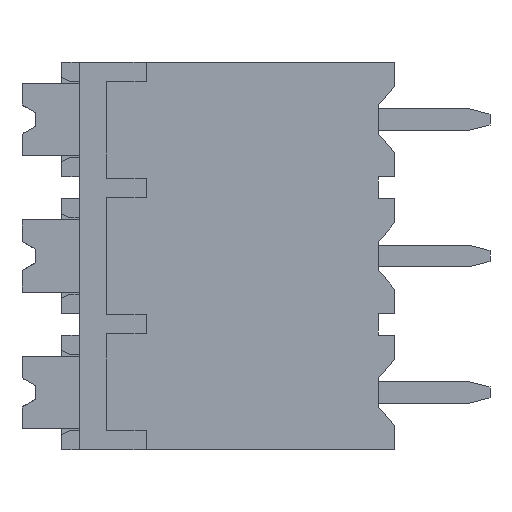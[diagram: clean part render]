
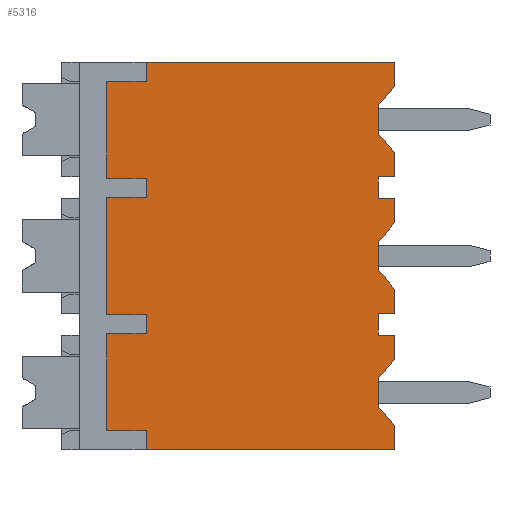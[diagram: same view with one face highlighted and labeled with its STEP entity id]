
A CAD part, left-side view. The second image highlights one B-rep face of the part: STEP entity #5316.
In plain terms, the highlighted planar face has unit normal (-1, 0, 0).
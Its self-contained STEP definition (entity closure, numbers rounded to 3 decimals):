
#50=DIRECTION('',(0.,-1.,0.));
#51=VECTOR('',#50,9.1);
#52=CARTESIAN_POINT('',(0.,9.1,-12.1));
#53=LINE('',#52,#51);
#578=DIRECTION('',(0.,0.,1.));
#579=VECTOR('',#578,0.885);
#580=CARTESIAN_POINT('',(0.,0.,1.215));
#581=LINE('',#580,#579);
#594=DIRECTION('',(0.,0.,1.));
#595=VECTOR('',#594,0.885);
#596=CARTESIAN_POINT('',(0.,0.,-12.1));
#597=LINE('',#596,#595);
#602=DIRECTION('',(0.,0.,1.));
#603=VECTOR('',#602,0.885);
#604=CARTESIAN_POINT('',(0.,0.,-2.1));
#605=LINE('',#604,#603);
#626=DIRECTION('',(0.,0.,1.));
#627=VECTOR('',#626,0.885);
#628=CARTESIAN_POINT('',(0.,0.,-3.785));
#629=LINE('',#628,#627);
#634=DIRECTION('',(0.,0.,1.));
#635=VECTOR('',#634,0.885);
#636=CARTESIAN_POINT('',(0.,0.,-7.1));
#637=LINE('',#636,#635);
#658=DIRECTION('',(0.,0.,1.));
#659=VECTOR('',#658,0.885);
#660=CARTESIAN_POINT('',(0.,0.,-8.785));
#661=LINE('',#660,#659);
#666=DIRECTION('',(0.,1.,0.));
#667=VECTOR('',#666,0.6);
#668=CARTESIAN_POINT('',(0.,0.,-7.1));
#669=LINE('',#668,#667);
#670=DIRECTION('',(0.,0.,1.));
#671=VECTOR('',#670,0.8);
#672=CARTESIAN_POINT('',(0.,0.6,-7.9));
#673=LINE('',#672,#671);
#674=DIRECTION('',(0.,1.,0.));
#675=VECTOR('',#674,0.6);
#676=CARTESIAN_POINT('',(0.,0.,-7.9));
#677=LINE('',#676,#675);
#678=DIRECTION('',(0.,-0.643,0.766));
#679=VECTOR('',#678,0.933);
#680=CARTESIAN_POINT('',(0.,0.6,-9.5));
#681=LINE('',#680,#679);
#682=DIRECTION('',(0.,0.,1.));
#683=VECTOR('',#682,1.);
#684=CARTESIAN_POINT('',(0.,0.6,-10.5));
#685=LINE('',#684,#683);
#686=DIRECTION('',(0.,0.643,0.766));
#687=VECTOR('',#686,0.933);
#688=CARTESIAN_POINT('',(0.,0.,-11.215));
#689=LINE('',#688,#687);
#690=DIRECTION('',(0.,0.,1.));
#691=VECTOR('',#690,0.7);
#692=CARTESIAN_POINT('',(0.,9.1,-12.1));
#693=LINE('',#692,#691);
#694=DIRECTION('',(0.,-1.,0.));
#695=VECTOR('',#694,1.45);
#696=CARTESIAN_POINT('',(0.,10.55,-11.4));
#697=LINE('',#696,#695);
#698=DIRECTION('',(0.,0.,1.));
#699=VECTOR('',#698,3.55);
#700=CARTESIAN_POINT('',(0.,10.55,-11.4));
#701=LINE('',#700,#699);
#702=DIRECTION('',(0.,1.,0.));
#703=VECTOR('',#702,1.45);
#704=CARTESIAN_POINT('',(0.,9.1,-7.85));
#705=LINE('',#704,#703);
#706=DIRECTION('',(0.,0.,1.));
#707=VECTOR('',#706,0.7);
#708=CARTESIAN_POINT('',(0.,9.1,-7.85));
#709=LINE('',#708,#707);
#710=DIRECTION('',(0.,-1.,0.));
#711=VECTOR('',#710,1.45);
#712=CARTESIAN_POINT('',(0.,10.55,-7.15));
#713=LINE('',#712,#711);
#714=DIRECTION('',(0.,0.,1.));
#715=VECTOR('',#714,4.3);
#716=CARTESIAN_POINT('',(0.,10.55,-7.15));
#717=LINE('',#716,#715);
#718=DIRECTION('',(0.,1.,0.));
#719=VECTOR('',#718,1.45);
#720=CARTESIAN_POINT('',(0.,9.1,-2.85));
#721=LINE('',#720,#719);
#722=DIRECTION('',(0.,0.,1.));
#723=VECTOR('',#722,0.7);
#724=CARTESIAN_POINT('',(0.,9.1,-2.85));
#725=LINE('',#724,#723);
#726=DIRECTION('',(0.,-1.,0.));
#727=VECTOR('',#726,1.45);
#728=CARTESIAN_POINT('',(0.,10.55,-2.15));
#729=LINE('',#728,#727);
#730=DIRECTION('',(0.,0.,1.));
#731=VECTOR('',#730,3.55);
#732=CARTESIAN_POINT('',(0.,10.55,-2.15));
#733=LINE('',#732,#731);
#734=DIRECTION('',(0.,1.,0.));
#735=VECTOR('',#734,1.45);
#736=CARTESIAN_POINT('',(0.,9.1,1.4));
#737=LINE('',#736,#735);
#738=DIRECTION('',(0.,0.,1.));
#739=VECTOR('',#738,0.7);
#740=CARTESIAN_POINT('',(0.,9.1,1.4));
#741=LINE('',#740,#739);
#742=DIRECTION('',(0.,-0.643,0.766));
#743=VECTOR('',#742,0.933);
#744=CARTESIAN_POINT('',(0.,0.6,0.5));
#745=LINE('',#744,#743);
#746=DIRECTION('',(0.,0.,1.));
#747=VECTOR('',#746,1.);
#748=CARTESIAN_POINT('',(0.,0.6,-0.5));
#749=LINE('',#748,#747);
#750=DIRECTION('',(0.,0.643,0.766));
#751=VECTOR('',#750,0.933);
#752=CARTESIAN_POINT('',(0.,0.,-1.215));
#753=LINE('',#752,#751);
#754=DIRECTION('',(0.,1.,0.));
#755=VECTOR('',#754,0.6);
#756=CARTESIAN_POINT('',(0.,0.,-2.1));
#757=LINE('',#756,#755);
#758=DIRECTION('',(0.,0.,1.));
#759=VECTOR('',#758,0.8);
#760=CARTESIAN_POINT('',(0.,0.6,-2.9));
#761=LINE('',#760,#759);
#762=DIRECTION('',(0.,1.,0.));
#763=VECTOR('',#762,0.6);
#764=CARTESIAN_POINT('',(0.,0.,-2.9));
#765=LINE('',#764,#763);
#766=DIRECTION('',(0.,-0.643,0.766));
#767=VECTOR('',#766,0.933);
#768=CARTESIAN_POINT('',(0.,0.6,-4.5));
#769=LINE('',#768,#767);
#770=DIRECTION('',(0.,0.,1.));
#771=VECTOR('',#770,1.);
#772=CARTESIAN_POINT('',(0.,0.6,-5.5));
#773=LINE('',#772,#771);
#774=DIRECTION('',(0.,0.643,0.766));
#775=VECTOR('',#774,0.933);
#776=CARTESIAN_POINT('',(0.,0.,-6.215));
#777=LINE('',#776,#775);
#1980=DIRECTION('',(0.,-1.,0.));
#1981=VECTOR('',#1980,9.1);
#1982=CARTESIAN_POINT('',(0.,9.1,2.1));
#1983=LINE('',#1982,#1981);
#3435=CARTESIAN_POINT('',(0.,9.1,-12.1));
#3436=VERTEX_POINT('',#3435);
#3437=CARTESIAN_POINT('',(0.,0.,-12.1));
#3438=VERTEX_POINT('',#3437);
#3463=CARTESIAN_POINT('',(0.,9.1,2.1));
#3464=VERTEX_POINT('',#3463);
#3465=CARTESIAN_POINT('',(0.,0.,2.1));
#3466=VERTEX_POINT('',#3465);
#3885=CARTESIAN_POINT('',(0.,9.1,1.4));
#3886=VERTEX_POINT('',#3885);
#3887=CARTESIAN_POINT('',(0.,10.55,1.4));
#3888=VERTEX_POINT('',#3887);
#3893=CARTESIAN_POINT('',(0.,9.1,-11.4));
#3894=VERTEX_POINT('',#3893);
#3895=CARTESIAN_POINT('',(0.,10.55,-11.4));
#3896=VERTEX_POINT('',#3895);
#4017=CARTESIAN_POINT('',(0.,0.,-1.215));
#4018=CARTESIAN_POINT('',(0.,0.6,-0.5));
#4019=VERTEX_POINT('',#4017);
#4020=VERTEX_POINT('',#4018);
#4021=CARTESIAN_POINT('',(0.,0.6,0.5));
#4022=VERTEX_POINT('',#4021);
#4023=CARTESIAN_POINT('',(0.,0.,1.215));
#4024=VERTEX_POINT('',#4023);
#4033=CARTESIAN_POINT('',(0.,0.,-6.215));
#4034=CARTESIAN_POINT('',(0.,0.6,-5.5));
#4035=VERTEX_POINT('',#4033);
#4036=VERTEX_POINT('',#4034);
#4037=CARTESIAN_POINT('',(0.,0.6,-4.5));
#4038=VERTEX_POINT('',#4037);
#4039=CARTESIAN_POINT('',(0.,0.,-3.785));
#4040=VERTEX_POINT('',#4039);
#4049=CARTESIAN_POINT('',(0.,0.,-11.215));
#4050=CARTESIAN_POINT('',(0.,0.6,-10.5));
#4051=VERTEX_POINT('',#4049);
#4052=VERTEX_POINT('',#4050);
#4053=CARTESIAN_POINT('',(0.,0.6,-9.5));
#4054=VERTEX_POINT('',#4053);
#4055=CARTESIAN_POINT('',(0.,0.,-8.785));
#4056=VERTEX_POINT('',#4055);
#4073=CARTESIAN_POINT('',(0.,9.1,-2.15));
#4074=VERTEX_POINT('',#4073);
#4075=CARTESIAN_POINT('',(0.,9.1,-2.85));
#4076=VERTEX_POINT('',#4075);
#4077=CARTESIAN_POINT('',(0.,10.55,-2.15));
#4078=VERTEX_POINT('',#4077);
#4079=CARTESIAN_POINT('',(0.,10.55,-2.85));
#4080=VERTEX_POINT('',#4079);
#4089=CARTESIAN_POINT('',(0.,9.1,-7.15));
#4090=VERTEX_POINT('',#4089);
#4091=CARTESIAN_POINT('',(0.,9.1,-7.85));
#4092=VERTEX_POINT('',#4091);
#4093=CARTESIAN_POINT('',(0.,10.55,-7.15));
#4094=VERTEX_POINT('',#4093);
#4095=CARTESIAN_POINT('',(0.,10.55,-7.85));
#4096=VERTEX_POINT('',#4095);
#4153=CARTESIAN_POINT('',(0.,0.,-2.1));
#4154=CARTESIAN_POINT('',(0.,0.6,-2.1));
#4155=VERTEX_POINT('',#4153);
#4156=VERTEX_POINT('',#4154);
#4157=CARTESIAN_POINT('',(0.,0.,-2.9));
#4158=CARTESIAN_POINT('',(0.,0.6,-2.9));
#4159=VERTEX_POINT('',#4157);
#4160=VERTEX_POINT('',#4158);
#4169=CARTESIAN_POINT('',(0.,0.,-7.1));
#4170=CARTESIAN_POINT('',(0.,0.6,-7.1));
#4171=VERTEX_POINT('',#4169);
#4172=VERTEX_POINT('',#4170);
#4173=CARTESIAN_POINT('',(0.,0.,-7.9));
#4174=CARTESIAN_POINT('',(0.,0.6,-7.9));
#4175=VERTEX_POINT('',#4173);
#4176=VERTEX_POINT('',#4174);
#5245=CARTESIAN_POINT('',(0.,9.1,-12.1));
#5246=DIRECTION('',(-1.,0.,0.));
#5247=DIRECTION('',(0.,-1.,0.));
#5248=AXIS2_PLACEMENT_3D('',#5245,#5246,#5247);
#5249=PLANE('',#5248);
#5251=ORIENTED_EDGE('',*,*,#5250,.T.);
#5253=ORIENTED_EDGE('',*,*,#5252,.F.);
#5255=ORIENTED_EDGE('',*,*,#5254,.F.);
#5256=ORIENTED_EDGE('',*,*,#5226,.F.);
#5258=ORIENTED_EDGE('',*,*,#5257,.F.);
#5260=ORIENTED_EDGE('',*,*,#5259,.F.);
#5262=ORIENTED_EDGE('',*,*,#5261,.F.);
#5263=ORIENTED_EDGE('',*,*,#5154,.F.);
#5264=ORIENTED_EDGE('',*,*,#4512,.F.);
#5266=ORIENTED_EDGE('',*,*,#5265,.T.);
#5268=ORIENTED_EDGE('',*,*,#5267,.F.);
#5270=ORIENTED_EDGE('',*,*,#5269,.T.);
#5272=ORIENTED_EDGE('',*,*,#5271,.F.);
#5274=ORIENTED_EDGE('',*,*,#5273,.T.);
#5276=ORIENTED_EDGE('',*,*,#5275,.F.);
#5278=ORIENTED_EDGE('',*,*,#5277,.T.);
#5280=ORIENTED_EDGE('',*,*,#5279,.F.);
#5282=ORIENTED_EDGE('',*,*,#5281,.T.);
#5284=ORIENTED_EDGE('',*,*,#5283,.F.);
#5286=ORIENTED_EDGE('',*,*,#5285,.T.);
#5288=ORIENTED_EDGE('',*,*,#5287,.F.);
#5290=ORIENTED_EDGE('',*,*,#5289,.T.);
#5292=ORIENTED_EDGE('',*,*,#5291,.T.);
#5293=ORIENTED_EDGE('',*,*,#5132,.F.);
#5294=ORIENTED_EDGE('',*,*,#5236,.F.);
#5296=ORIENTED_EDGE('',*,*,#5295,.F.);
#5298=ORIENTED_EDGE('',*,*,#5297,.F.);
#5299=ORIENTED_EDGE('',*,*,#5166,.F.);
#5301=ORIENTED_EDGE('',*,*,#5300,.T.);
#5303=ORIENTED_EDGE('',*,*,#5302,.F.);
#5305=ORIENTED_EDGE('',*,*,#5304,.F.);
#5306=ORIENTED_EDGE('',*,*,#5190,.F.);
#5308=ORIENTED_EDGE('',*,*,#5307,.F.);
#5310=ORIENTED_EDGE('',*,*,#5309,.F.);
#5312=ORIENTED_EDGE('',*,*,#5311,.F.);
#5313=ORIENTED_EDGE('',*,*,#5202,.F.);
#5314=EDGE_LOOP('',(#5251,#5253,#5255,#5256,#5258,#5260,#5262,#5263,#5264,#5266,
#5268,#5270,#5272,#5274,#5276,#5278,#5280,#5282,#5284,#5286,#5288,#5290,#5292,
#5293,#5294,#5296,#5298,#5299,#5301,#5303,#5305,#5306,#5308,#5310,#5312,#5313));
#5315=FACE_OUTER_BOUND('',#5314,.F.);
#4512=EDGE_CURVE('',#3436,#3438,#53,.T.);
#5132=EDGE_CURVE('',#4024,#3466,#581,.T.);
#5154=EDGE_CURVE('',#3438,#4051,#597,.T.);
#5166=EDGE_CURVE('',#4155,#4019,#605,.T.);
#5190=EDGE_CURVE('',#4040,#4159,#629,.T.);
#5202=EDGE_CURVE('',#4171,#4035,#637,.T.);
#5226=EDGE_CURVE('',#4056,#4175,#661,.T.);
#5236=EDGE_CURVE('',#4022,#4024,#745,.T.);
#5250=EDGE_CURVE('',#4171,#4172,#669,.T.);
#5252=EDGE_CURVE('',#4176,#4172,#673,.T.);
#5254=EDGE_CURVE('',#4175,#4176,#677,.T.);
#5257=EDGE_CURVE('',#4054,#4056,#681,.T.);
#5259=EDGE_CURVE('',#4052,#4054,#685,.T.);
#5261=EDGE_CURVE('',#4051,#4052,#689,.T.);
#5265=EDGE_CURVE('',#3436,#3894,#693,.T.);
#5267=EDGE_CURVE('',#3896,#3894,#697,.T.);
#5269=EDGE_CURVE('',#3896,#4096,#701,.T.);
#5271=EDGE_CURVE('',#4092,#4096,#705,.T.);
#5273=EDGE_CURVE('',#4092,#4090,#709,.T.);
#5275=EDGE_CURVE('',#4094,#4090,#713,.T.);
#5277=EDGE_CURVE('',#4094,#4080,#717,.T.);
#5279=EDGE_CURVE('',#4076,#4080,#721,.T.);
#5281=EDGE_CURVE('',#4076,#4074,#725,.T.);
#5283=EDGE_CURVE('',#4078,#4074,#729,.T.);
#5285=EDGE_CURVE('',#4078,#3888,#733,.T.);
#5287=EDGE_CURVE('',#3886,#3888,#737,.T.);
#5289=EDGE_CURVE('',#3886,#3464,#741,.T.);
#5291=EDGE_CURVE('',#3464,#3466,#1983,.T.);
#5295=EDGE_CURVE('',#4020,#4022,#749,.T.);
#5297=EDGE_CURVE('',#4019,#4020,#753,.T.);
#5300=EDGE_CURVE('',#4155,#4156,#757,.T.);
#5302=EDGE_CURVE('',#4160,#4156,#761,.T.);
#5304=EDGE_CURVE('',#4159,#4160,#765,.T.);
#5307=EDGE_CURVE('',#4038,#4040,#769,.T.);
#5309=EDGE_CURVE('',#4036,#4038,#773,.T.);
#5311=EDGE_CURVE('',#4035,#4036,#777,.T.);
#5316=ADVANCED_FACE('',(#5315),#5249,.T.);
